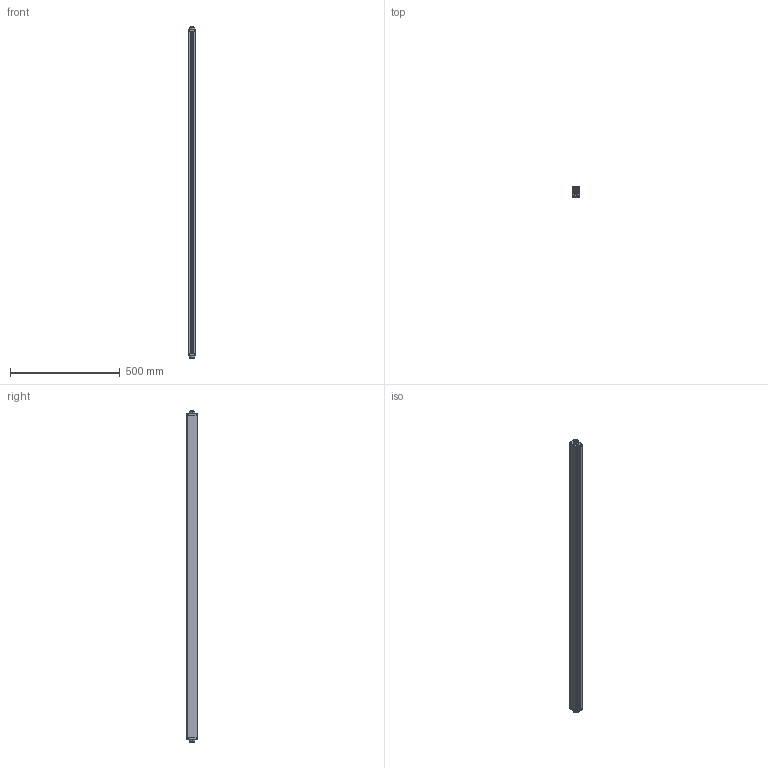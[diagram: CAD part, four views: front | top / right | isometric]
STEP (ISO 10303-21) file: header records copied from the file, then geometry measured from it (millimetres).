
FILE_DESCRIPTION((''),'2;1');
FILE_NAME('KS067220_ASM','2018-01-08T',('Lenovo'),(''),'PRO/ENGINEER BY PARAMETRIC TECHNOLOGY CORPORATION, 2013230','PRO/ENGINEER BY PARAMETRIC TECHNOLOGY CORPORATION, 2013230','');
FILE_SCHEMA(('CONFIG_CONTROL_DESIGN'));
Length unit declared in the file: inch
Products named in the file (7): COVER_DOWN; BOLT_M4-10_GB818; YS16-CONECTOR; WAIKE; FILTER; COVER_UP; KS067220_ASM
Assembly tree (13 placements, depth 2):
  KS067220_ASM
    COVER_DOWN
    BOLT_M4-10_GB818  x8
    YS16-CONECTOR
    WAIKE
    FILTER
    COVER_UP
Bounding box: 35 x 52 x 1514 mm (x, y, z)
Volume: 659983.1 mm3; surface area: 588792.4 mm2
Topology: 13 solids, 21 shells, 735 faces, 1786 edges, 1110 vertices
Faces by surface type: plane 284, cylinder 272, torus 84, bspline 47, sphere 40, cone 8
Entity records: 15864 total; most frequent: CARTESIAN_POINT 3502, DIRECTION 2749, ORIENTED_EDGE 2448, EDGE_CURVE 1226, AXIS2_PLACEMENT_3D 1063, VERTEX_POINT 746, VECTOR 623, LINE 623
